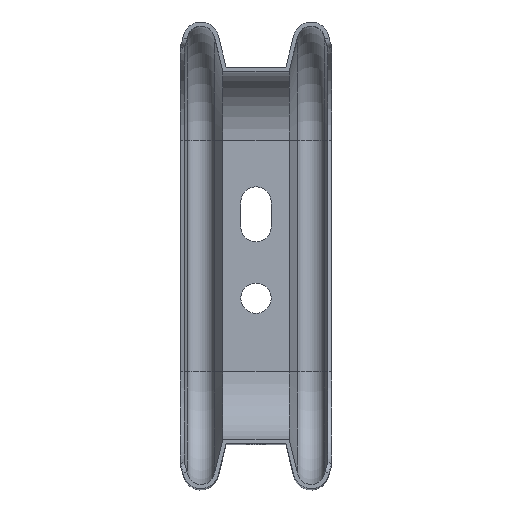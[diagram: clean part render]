
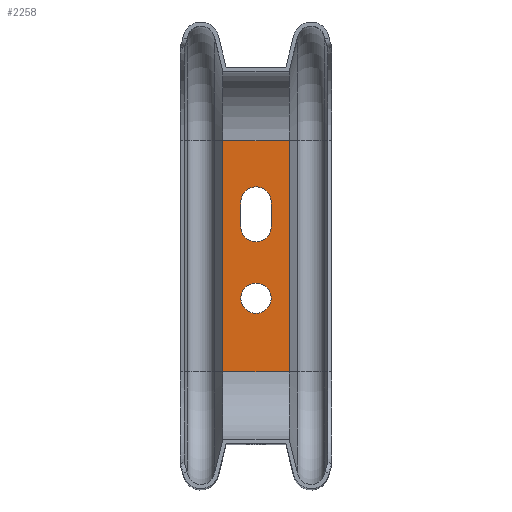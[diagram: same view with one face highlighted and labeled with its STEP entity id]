
A CAD part, top view. The second image highlights one B-rep face of the part: STEP entity #2258.
In plain terms, the highlighted planar face has unit normal (0, 0, 1).
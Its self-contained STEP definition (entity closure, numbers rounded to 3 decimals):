
#79 = DIRECTION ( 'NONE',  ( 0., 1., 0. ) ) ;
#113 = EDGE_CURVE ( 'NONE', #2453, #2775, #1605, .T. ) ;
#121 = FACE_BOUND ( 'NONE', #3114, .T. ) ;
#131 = CARTESIAN_POINT ( 'NONE',  ( 0., -82.25, -101. ) ) ;
#211 = LINE ( 'NONE', #700, #2567 ) ;
#237 = CARTESIAN_POINT ( 'NONE',  ( -5.5, -56.25, -101. ) ) ;
#282 = CARTESIAN_POINT ( 'NONE',  ( -12., -25., -101. ) ) ;
#361 = EDGE_LOOP ( 'NONE', ( #3377, #464, #1207, #3463 ) ) ;
#363 = DIRECTION ( 'NONE',  ( 1., 0., 0. ) ) ;
#387 = CARTESIAN_POINT ( 'NONE',  ( 12., -25., -101. ) ) ;
#405 = DIRECTION ( 'NONE',  ( 1., 0., 0. ) ) ;
#409 = CARTESIAN_POINT ( 'NONE',  ( 5.5, -56.25, -101. ) ) ;
#421 = VECTOR ( 'NONE', #3489, 1000. ) ;
#445 = AXIS2_PLACEMENT_3D ( 'NONE', #131, #2075, #405 ) ;
#464 = ORIENTED_EDGE ( 'NONE', *, *, #709, .T. ) ;
#500 = DIRECTION ( 'NONE',  ( 0., -1., 0. ) ) ;
#513 = EDGE_CURVE ( 'NONE', #1567, #1482, #211, .T. ) ;
#546 = CARTESIAN_POINT ( 'NONE',  ( 5.5, -56.25, -101. ) ) ;
#555 = VERTEX_POINT ( 'NONE', #2110 ) ;
#619 = CARTESIAN_POINT ( 'NONE',  ( 12., -25., -101. ) ) ;
#700 = CARTESIAN_POINT ( 'NONE',  ( 12., -25., -101. ) ) ;
#709 = EDGE_CURVE ( 'NONE', #1206, #555, #3420, .T. ) ;
#742 = DIRECTION ( 'NONE',  ( 1., 0., 0. ) ) ;
#755 = CARTESIAN_POINT ( 'NONE',  ( 0., -47.25, -101. ) ) ;
#827 = VERTEX_POINT ( 'NONE', #546 ) ;
#943 = LINE ( 'NONE', #2489, #1602 ) ;
#1005 = LINE ( 'NONE', #409, #1761 ) ;
#1090 = EDGE_CURVE ( 'NONE', #2775, #2829, #2761, .T. ) ;
#1108 = ORIENTED_EDGE ( 'NONE', *, *, #1090, .F. ) ;
#1206 = VERTEX_POINT ( 'NONE', #282 ) ;
#1207 = ORIENTED_EDGE ( 'NONE', *, *, #2304, .T. ) ;
#1216 = CARTESIAN_POINT ( 'NONE',  ( 0., -56.25, -101. ) ) ;
#1482 = VERTEX_POINT ( 'NONE', #2025 ) ;
#1497 = DIRECTION ( 'NONE',  ( 1., 0., 0. ) ) ;
#1506 = LINE ( 'NONE', #2044, #2224 ) ;
#1520 = VERTEX_POINT ( 'NONE', #2131 ) ;
#1567 = VERTEX_POINT ( 'NONE', #387 ) ;
#1602 = VECTOR ( 'NONE', #1967, 1000. ) ;
#1605 = CIRCLE ( 'NONE', #2714, 5.5 ) ;
#1706 = EDGE_CURVE ( 'NONE', #1206, #1567, #943, .T. ) ;
#1744 = DIRECTION ( 'NONE',  ( 0., 0., -1. ) ) ;
#1761 = VECTOR ( 'NONE', #2080, 1000. ) ;
#1765 = CIRCLE ( 'NONE', #3071, 5.5 ) ;
#1864 = ORIENTED_EDGE ( 'NONE', *, *, #113, .F. ) ;
#1967 = DIRECTION ( 'NONE',  ( 1., 0., 0. ) ) ;
#2025 = CARTESIAN_POINT ( 'NONE',  ( 12., -109., -101. ) ) ;
#2044 = CARTESIAN_POINT ( 'NONE',  ( 12., -109., -101. ) ) ;
#2075 = DIRECTION ( 'NONE',  ( 0., 0., 1. ) ) ;
#2080 = DIRECTION ( 'NONE',  ( 0., 1., 0. ) ) ;
#2110 = CARTESIAN_POINT ( 'NONE',  ( -12., -109., -101. ) ) ;
#2131 = CARTESIAN_POINT ( 'NONE',  ( 5.5, -82.25, -101. ) ) ;
#2224 = VECTOR ( 'NONE', #363, 1000. ) ;
#2258 = ADVANCED_FACE ( 'NONE', ( #121, #2315, #3004 ), #3354, .F. ) ;
#2304 = EDGE_CURVE ( 'NONE', #555, #1482, #1506, .T. ) ;
#2315 = FACE_BOUND ( 'NONE', #3375, .T. ) ;
#2384 = CIRCLE ( 'NONE', #445, 5.5 ) ;
#2416 = AXIS2_PLACEMENT_3D ( 'NONE', #619, #1744, #79 ) ;
#2420 = CARTESIAN_POINT ( 'NONE',  ( -5.5, -47.25, -101. ) ) ;
#2453 = VERTEX_POINT ( 'NONE', #3001 ) ;
#2474 = ORIENTED_EDGE ( 'NONE', *, *, #3453, .F. ) ;
#2489 = CARTESIAN_POINT ( 'NONE',  ( 12., -25., -101. ) ) ;
#2567 = VECTOR ( 'NONE', #2613, 1000. ) ;
#2613 = DIRECTION ( 'NONE',  ( 0., -1., 0. ) ) ;
#2648 = EDGE_CURVE ( 'NONE', #2829, #827, #1765, .T. ) ;
#2670 = EDGE_CURVE ( 'NONE', #1520, #1520, #2384, .T. ) ;
#2714 = AXIS2_PLACEMENT_3D ( 'NONE', #755, #3443, #742 ) ;
#2761 = LINE ( 'NONE', #3505, #3417 ) ;
#2775 = VERTEX_POINT ( 'NONE', #2420 ) ;
#2829 = VERTEX_POINT ( 'NONE', #237 ) ;
#3001 = CARTESIAN_POINT ( 'NONE',  ( 5.5, -47.25, -101. ) ) ;
#3004 = FACE_OUTER_BOUND ( 'NONE', #361, .T. ) ;
#3071 = AXIS2_PLACEMENT_3D ( 'NONE', #1216, #3106, #1497 ) ;
#3106 = DIRECTION ( 'NONE',  ( 0., 0., 1. ) ) ;
#3114 = EDGE_LOOP ( 'NONE', ( #2474, #3193, #1108, #1864 ) ) ;
#3193 = ORIENTED_EDGE ( 'NONE', *, *, #2648, .F. ) ;
#3217 = CARTESIAN_POINT ( 'NONE',  ( -12., -25., -101. ) ) ;
#3278 = ORIENTED_EDGE ( 'NONE', *, *, #2670, .F. ) ;
#3354 = PLANE ( 'NONE',  #2416 ) ;
#3375 = EDGE_LOOP ( 'NONE', ( #3278 ) ) ;
#3377 = ORIENTED_EDGE ( 'NONE', *, *, #1706, .F. ) ;
#3417 = VECTOR ( 'NONE', #500, 1000. ) ;
#3420 = LINE ( 'NONE', #3217, #421 ) ;
#3443 = DIRECTION ( 'NONE',  ( 0., 0., 1. ) ) ;
#3453 = EDGE_CURVE ( 'NONE', #827, #2453, #1005, .T. ) ;
#3463 = ORIENTED_EDGE ( 'NONE', *, *, #513, .F. ) ;
#3489 = DIRECTION ( 'NONE',  ( 0., -1., 0. ) ) ;
#3505 = CARTESIAN_POINT ( 'NONE',  ( -5.5, -56.25, -101. ) ) ;
